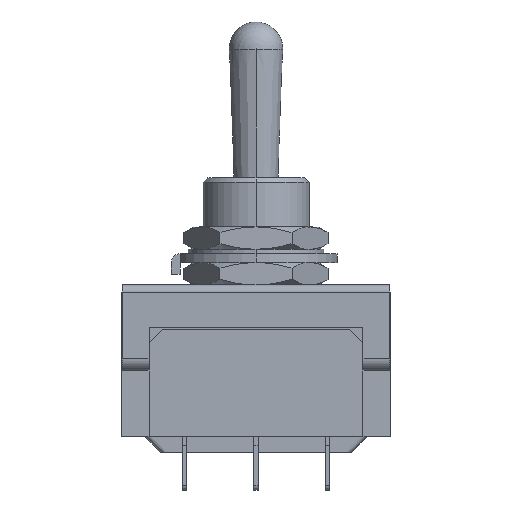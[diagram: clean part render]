
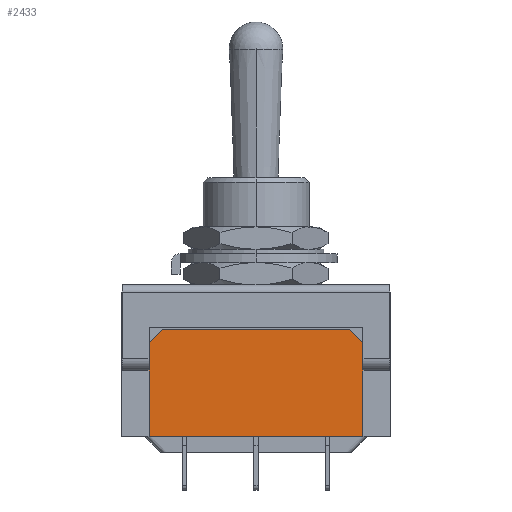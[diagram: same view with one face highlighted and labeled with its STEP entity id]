
A CAD part, top view. The second image highlights one B-rep face of the part: STEP entity #2433.
In plain terms, the highlighted planar face has unit normal (0, 0, 1).
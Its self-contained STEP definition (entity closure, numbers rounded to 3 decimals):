
#486 = DIRECTION ( 'NONE',  ( 0., -1., 0. ) ) ;
#760 = EDGE_CURVE ( 'NONE', #3893, #8907, #2223, .T. ) ;
#1051 = VECTOR ( 'NONE', #1687, 1000. ) ;
#1211 = CARTESIAN_POINT ( 'NONE',  ( -12., -5.7, 7.5 ) ) ;
#1225 = EDGE_CURVE ( 'NONE', #2926, #3893, #7487, .T. ) ;
#1369 = VECTOR ( 'NONE', #486, 1000. ) ;
#1418 = CARTESIAN_POINT ( 'NONE',  ( 12., -16.2, 7.5 ) ) ;
#1491 = VECTOR ( 'NONE', #5749, 1000. ) ;
#1588 = EDGE_LOOP ( 'NONE', ( #3984, #6254, #8379, #3582, #2301, #6150 ) ) ;
#1591 = LINE ( 'NONE', #1211, #1369 ) ;
#1687 = DIRECTION ( 'NONE',  ( -1., 0., 0. ) ) ;
#1905 = FACE_OUTER_BOUND ( 'NONE', #1588, .T. ) ;
#2223 = LINE ( 'NONE', #6408, #5222 ) ;
#2260 = CARTESIAN_POINT ( 'NONE',  ( -10.5, -4.2, 7.5 ) ) ;
#2293 = DIRECTION ( 'NONE',  ( -1., 0., 0. ) ) ;
#2301 = ORIENTED_EDGE ( 'NONE', *, *, #7828, .T. ) ;
#2433 = ADVANCED_FACE ( 'NONE', ( #1905 ), #3756, .F. ) ;
#2600 = AXIS2_PLACEMENT_3D ( 'NONE', #8499, #4395, #2293 ) ;
#2926 = VERTEX_POINT ( 'NONE', #1418 ) ;
#2960 = CARTESIAN_POINT ( 'NONE',  ( 12., -5.7, 7.5 ) ) ;
#2976 = DIRECTION ( 'NONE',  ( -0.707, 0.707, 0. ) ) ;
#3013 = VECTOR ( 'NONE', #3336, 1000. ) ;
#3080 = VERTEX_POINT ( 'NONE', #4565 ) ;
#3336 = DIRECTION ( 'NONE',  ( 1., 0., 0. ) ) ;
#3393 = CARTESIAN_POINT ( 'NONE',  ( 12., -5.7, 7.5 ) ) ;
#3541 = LINE ( 'NONE', #7601, #1491 ) ;
#3582 = ORIENTED_EDGE ( 'NONE', *, *, #5384, .T. ) ;
#3671 = VERTEX_POINT ( 'NONE', #6449 ) ;
#3756 = PLANE ( 'NONE',  #2600 ) ;
#3893 = VERTEX_POINT ( 'NONE', #3393 ) ;
#3984 = ORIENTED_EDGE ( 'NONE', *, *, #1225, .T. ) ;
#4163 = LINE ( 'NONE', #8557, #1051 ) ;
#4314 = DIRECTION ( 'NONE',  ( 0., 1., 0. ) ) ;
#4395 = DIRECTION ( 'NONE',  ( 0., 0., -1. ) ) ;
#4520 = EDGE_CURVE ( 'NONE', #3671, #2926, #5699, .T. ) ;
#4565 = CARTESIAN_POINT ( 'NONE',  ( -12., -5.7, 7.5 ) ) ;
#5222 = VECTOR ( 'NONE', #2976, 1000. ) ;
#5384 = EDGE_CURVE ( 'NONE', #8326, #3080, #3541, .T. ) ;
#5699 = LINE ( 'NONE', #5995, #3013 ) ;
#5749 = DIRECTION ( 'NONE',  ( -0.707, -0.707, 0. ) ) ;
#5995 = CARTESIAN_POINT ( 'NONE',  ( 15.1, -16.2, 7.5 ) ) ;
#6150 = ORIENTED_EDGE ( 'NONE', *, *, #4520, .T. ) ;
#6254 = ORIENTED_EDGE ( 'NONE', *, *, #760, .T. ) ;
#6408 = CARTESIAN_POINT ( 'NONE',  ( 10.5, -4.2, 7.5 ) ) ;
#6449 = CARTESIAN_POINT ( 'NONE',  ( -12., -16.2, 7.5 ) ) ;
#6865 = CARTESIAN_POINT ( 'NONE',  ( 10.5, -4.2, 7.5 ) ) ;
#7038 = VECTOR ( 'NONE', #4314, 1000. ) ;
#7487 = LINE ( 'NONE', #2960, #7038 ) ;
#7601 = CARTESIAN_POINT ( 'NONE',  ( -12., -5.7, 7.5 ) ) ;
#7828 = EDGE_CURVE ( 'NONE', #3080, #3671, #1591, .T. ) ;
#8326 = VERTEX_POINT ( 'NONE', #2260 ) ;
#8369 = EDGE_CURVE ( 'NONE', #8907, #8326, #4163, .T. ) ;
#8379 = ORIENTED_EDGE ( 'NONE', *, *, #8369, .T. ) ;
#8499 = CARTESIAN_POINT ( 'NONE',  ( 0., 0., 7.5 ) ) ;
#8557 = CARTESIAN_POINT ( 'NONE',  ( -10.5, -4.2, 7.5 ) ) ;
#8907 = VERTEX_POINT ( 'NONE', #6865 ) ;
